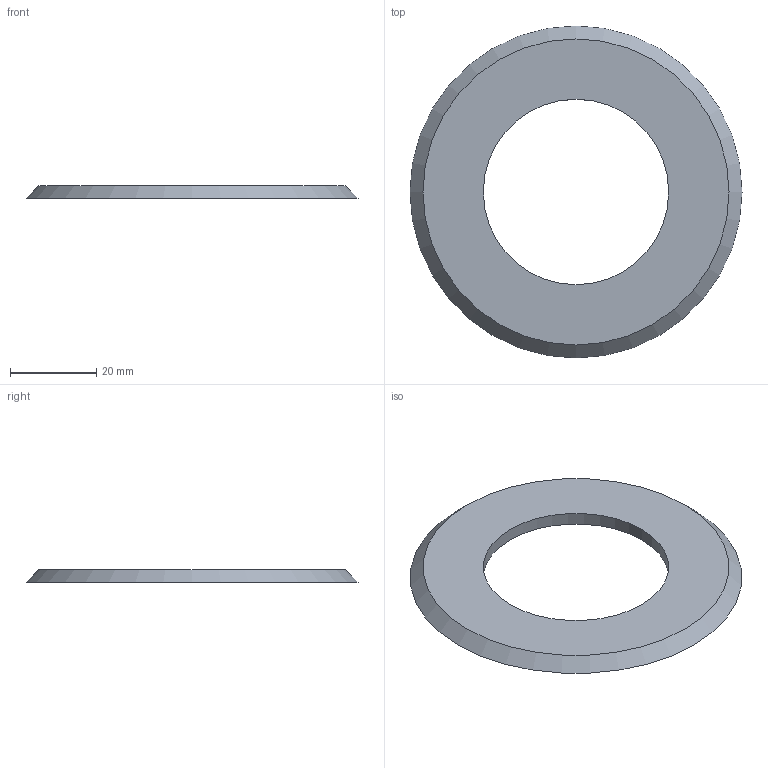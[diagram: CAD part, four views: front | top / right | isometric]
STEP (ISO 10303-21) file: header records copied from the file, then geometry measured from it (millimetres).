
FILE_DESCRIPTION(('FreeCAD Model'),'2;1');
FILE_NAME('Open CASCADE Shape Model','2025-04-18T23:11:21',(''),(''), 'Open CASCADE STEP processor 7.8','FreeCAD','Unknown');
FILE_SCHEMA(('AUTOMOTIVE_DESIGN { 1 0 10303 214 1 1 1 1 }'));
Length unit declared in the file: millimetre
Products named in the file (1): inner
Bounding box: 77 x 77 x 3 mm (x, y, z)
Volume: 7769.8 mm3; surface area: 7597.9 mm2
Topology: 1 solids, 1 shells, 8 faces, 12 edges, 8 vertices
Faces by surface type: plane 4, torus 2, cylinder 1, cone 1
Full cylindrical faces by diameter (mm): 43 x1
Entity records: 212 total; most frequent: DIRECTION 40, CARTESIAN_POINT 29, ORIENTED_EDGE 24, AXIS2_PLACEMENT_3D 19, FACE_BOUND 12, EDGE_LOOP 12, EDGE_CURVE 12, CIRCLE 10
